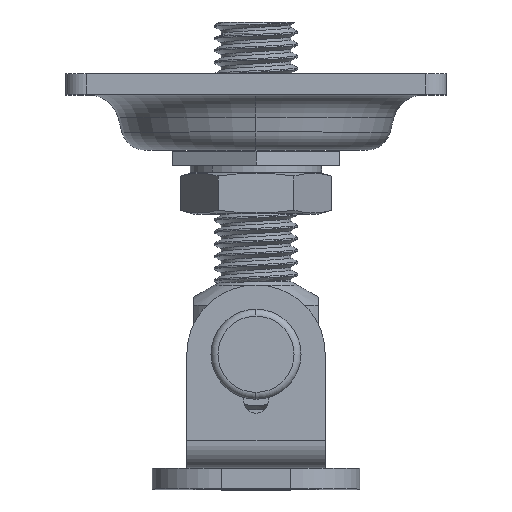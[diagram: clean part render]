
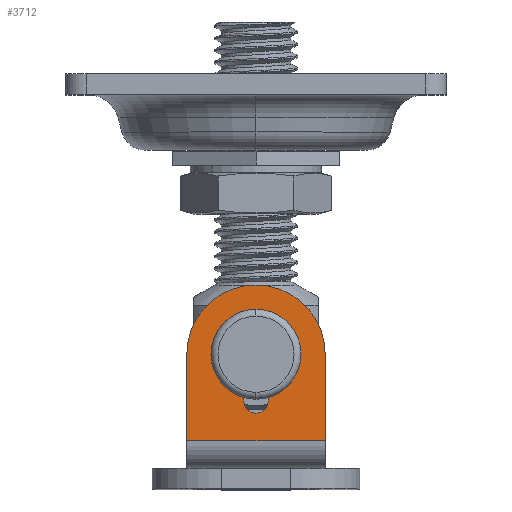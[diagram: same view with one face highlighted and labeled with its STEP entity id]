
A CAD part, top view. The second image highlights one B-rep face of the part: STEP entity #3712.
In plain terms, the highlighted face is planar.
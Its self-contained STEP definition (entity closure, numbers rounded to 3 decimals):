
#435 = CARTESIAN_POINT ( 'NONE',  ( -12.75, 0.5, 10. ) ) ;
#655 = CARTESIAN_POINT ( 'NONE',  ( -12.75, 8.316, -1.75 ) ) ;
#772 = CARTESIAN_POINT ( 'NONE',  ( -12.75, 23., 10. ) ) ;
#1064 = ORIENTED_EDGE ( 'NONE', *, *, #3165, .F. ) ;
#1150 = AXIS2_PLACEMENT_3D ( 'NONE', #13525, #7417, #4007 ) ;
#1284 = AXIS2_PLACEMENT_3D ( 'NONE', #10358, #16586, #2574 ) ;
#1373 = EDGE_CURVE ( 'NONE', #12981, #5520, #16713, .T. ) ;
#1673 = VECTOR ( 'NONE', #15675, 1000. ) ;
#1874 = DIRECTION ( 'NONE',  ( -1., 0., 0. ) ) ;
#1969 = DIRECTION ( 'NONE',  ( 0., 1., 0. ) ) ;
#1978 = CIRCLE ( 'NONE', #13734, 10. ) ;
#2021 = CARTESIAN_POINT ( 'NONE',  ( -12.75, 8.316, -1.75 ) ) ;
#2225 = ORIENTED_EDGE ( 'NONE', *, *, #18718, .F. ) ;
#2285 = CIRCLE ( 'NONE', #1284, 1.75 ) ;
#2574 = DIRECTION ( 'NONE',  ( 0., -1., 0. ) ) ;
#2758 = LINE ( 'NONE', #15119, #3451 ) ;
#3165 = EDGE_CURVE ( 'NONE', #18109, #14696, #19782, .T. ) ;
#3451 = VECTOR ( 'NONE', #18407, 1000. ) ;
#3602 = LINE ( 'NONE', #435, #7755 ) ;
#3712 = ADVANCED_FACE ( 'NONE', ( #8465, #14686 ), #16112, .F. ) ;
#4007 = DIRECTION ( 'NONE',  ( 0., -1., 0. ) ) ;
#4836 = CARTESIAN_POINT ( 'NONE',  ( -12.75, 6.25, 1.75 ) ) ;
#4847 = ORIENTED_EDGE ( 'NONE', *, *, #1373, .T. ) ;
#5133 = EDGE_CURVE ( 'NONE', #14042, #5520, #3602, .T. ) ;
#5263 = CIRCLE ( 'NONE', #16698, 5. ) ;
#5520 = VERTEX_POINT ( 'NONE', #6551 ) ;
#6106 = VECTOR ( 'NONE', #11329, 1000. ) ;
#6517 = EDGE_CURVE ( 'NONE', #11350, #18109, #2285, .T. ) ;
#6551 = CARTESIAN_POINT ( 'NONE',  ( -12.75, 0.5, -10. ) ) ;
#6935 = DIRECTION ( 'NONE',  ( 1., 0., 0. ) ) ;
#7292 = EDGE_CURVE ( 'NONE', #15649, #12981, #1978, .T. ) ;
#7417 = DIRECTION ( 'NONE',  ( -1., 0., 0. ) ) ;
#7616 = LINE ( 'NONE', #18644, #1673 ) ;
#7755 = VECTOR ( 'NONE', #12836, 1000. ) ;
#7907 = CARTESIAN_POINT ( 'NONE',  ( -12.75, 6.25, -1.75 ) ) ;
#8136 = DIRECTION ( 'NONE',  ( 0., -1., 0. ) ) ;
#8465 = FACE_BOUND ( 'NONE', #12941, .T. ) ;
#8720 = AXIS2_PLACEMENT_3D ( 'NONE', #772, #6935, #13162 ) ;
#9385 = CARTESIAN_POINT ( 'NONE',  ( -12.75, 8.316, 1.75 ) ) ;
#9602 = VECTOR ( 'NONE', #14973, 1000. ) ;
#9774 = CARTESIAN_POINT ( 'NONE',  ( -12.75, 4.5, 0. ) ) ;
#9838 = EDGE_CURVE ( 'NONE', #15649, #14042, #7616, .T. ) ;
#10173 = CARTESIAN_POINT ( 'NONE',  ( -12.75, 23., -10. ) ) ;
#10330 = ORIENTED_EDGE ( 'NONE', *, *, #6517, .F. ) ;
#10358 = CARTESIAN_POINT ( 'NONE',  ( -12.75, 6.25, 0. ) ) ;
#10703 = ORIENTED_EDGE ( 'NONE', *, *, #13635, .F. ) ;
#10804 = ORIENTED_EDGE ( 'NONE', *, *, #7292, .T. ) ;
#11003 = CARTESIAN_POINT ( 'NONE',  ( -12.75, 13., 0. ) ) ;
#11329 = DIRECTION ( 'NONE',  ( 0., -1., 0. ) ) ;
#11350 = VERTEX_POINT ( 'NONE', #7907 ) ;
#11384 = ORIENTED_EDGE ( 'NONE', *, *, #9838, .F. ) ;
#12053 = ORIENTED_EDGE ( 'NONE', *, *, #5133, .F. ) ;
#12271 = EDGE_CURVE ( 'NONE', #13200, #11350, #19004, .T. ) ;
#12805 = VERTEX_POINT ( 'NONE', #9385 ) ;
#12836 = DIRECTION ( 'NONE',  ( 0., 0., -1. ) ) ;
#12941 = EDGE_LOOP ( 'NONE', ( #15774, #10703, #2225, #1064, #10330 ) ) ;
#12981 = VERTEX_POINT ( 'NONE', #19078 ) ;
#13006 = CARTESIAN_POINT ( 'NONE',  ( -12.75, 0.5, 10. ) ) ;
#13162 = DIRECTION ( 'NONE',  ( 0., 1., 0. ) ) ;
#13200 = VERTEX_POINT ( 'NONE', #655 ) ;
#13525 = CARTESIAN_POINT ( 'NONE',  ( -12.75, 6.25, 0. ) ) ;
#13635 = EDGE_CURVE ( 'NONE', #12805, #13200, #5263, .T. ) ;
#13734 = AXIS2_PLACEMENT_3D ( 'NONE', #15872, #1874, #1969 ) ;
#14042 = VERTEX_POINT ( 'NONE', #13006 ) ;
#14686 = FACE_OUTER_BOUND ( 'NONE', #14746, .T. ) ;
#14696 = VERTEX_POINT ( 'NONE', #4836 ) ;
#14746 = EDGE_LOOP ( 'NONE', ( #11384, #10804, #4847, #12053 ) ) ;
#14973 = DIRECTION ( 'NONE',  ( 0., -1., 0. ) ) ;
#15119 = CARTESIAN_POINT ( 'NONE',  ( -12.75, 6.25, 1.75 ) ) ;
#15649 = VERTEX_POINT ( 'NONE', #17029 ) ;
#15675 = DIRECTION ( 'NONE',  ( 0., -1., 0. ) ) ;
#15774 = ORIENTED_EDGE ( 'NONE', *, *, #12271, .F. ) ;
#15872 = CARTESIAN_POINT ( 'NONE',  ( -12.75, 13., 0. ) ) ;
#16112 = PLANE ( 'NONE',  #8720 ) ;
#16586 = DIRECTION ( 'NONE',  ( -1., 0., 0. ) ) ;
#16698 = AXIS2_PLACEMENT_3D ( 'NONE', #11003, #17233, #8136 ) ;
#16713 = LINE ( 'NONE', #10173, #9602 ) ;
#17029 = CARTESIAN_POINT ( 'NONE',  ( -12.75, 13., 10. ) ) ;
#17233 = DIRECTION ( 'NONE',  ( -1., 0., 0. ) ) ;
#18109 = VERTEX_POINT ( 'NONE', #9774 ) ;
#18407 = DIRECTION ( 'NONE',  ( 0., 1., 0. ) ) ;
#18644 = CARTESIAN_POINT ( 'NONE',  ( -12.75, 23., 10. ) ) ;
#18718 = EDGE_CURVE ( 'NONE', #14696, #12805, #2758, .T. ) ;
#19004 = LINE ( 'NONE', #2021, #6106 ) ;
#19078 = CARTESIAN_POINT ( 'NONE',  ( -12.75, 13., -10. ) ) ;
#19782 = CIRCLE ( 'NONE', #1150, 1.75 ) ;
